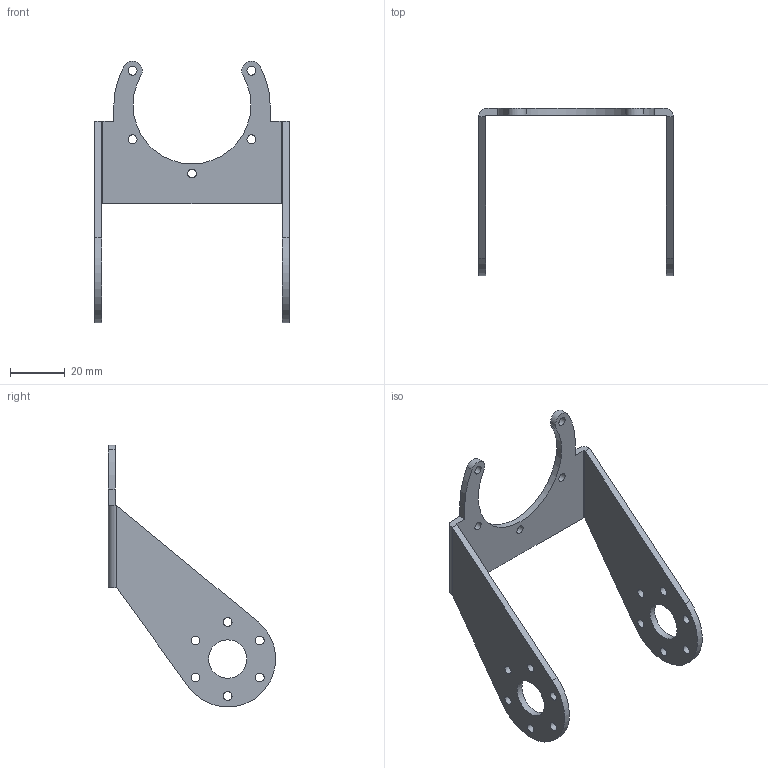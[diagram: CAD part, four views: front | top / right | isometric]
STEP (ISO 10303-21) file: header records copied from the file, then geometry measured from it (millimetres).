
FILE_DESCRIPTION(/* description */ (''),/* implementation_level */ '2;1');
FILE_NAME(/* name */ 'link4-5_v0.2.0.step',/* time_stamp */ '2025-10-08T20:57:13+02:00',/* author */ (''),/* organization */ (''),/* preprocessor_version */ 'ST-DEVELOPER v20.1',/* originating_system */ 'Autodesk Translation Framework v14.17.0.0',/* authorisation */ '');
FILE_SCHEMA (('AUTOMOTIVE_DESIGN { 1 0 10303 214 3 1 1 }'));
Length unit declared in the file: millimetre
Products named in the file (1): link4-5
Bounding box: 71 x 60.99 x 95.45 mm (x, y, z)
Volume: 14293.8 mm3; surface area: 13532.6 mm2
Topology: 1 solids, 1 shells, 45 faces, 121 edges, 78 vertices
Faces by surface type: cylinder 30, plane 15
Full cylindrical faces by diameter (mm): 3.2 x17, 14 x2
Entity records: 1540 total; most frequent: DIRECTION 273, CARTESIAN_POINT 245, ORIENTED_EDGE 242, EDGE_CURVE 121, AXIS2_PLACEMENT_3D 106, EDGE_LOOP 83, VERTEX_POINT 78, LINE 61
